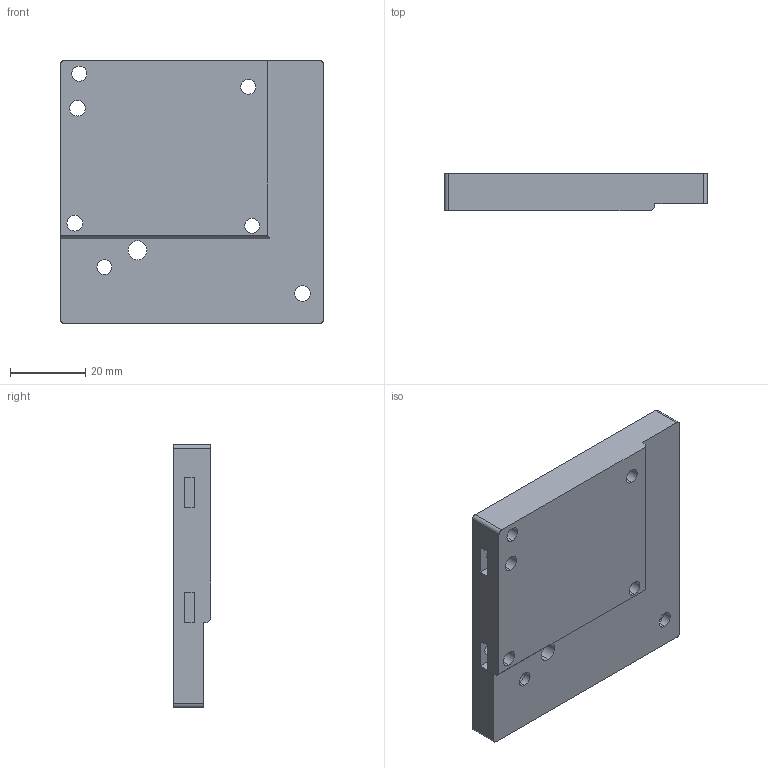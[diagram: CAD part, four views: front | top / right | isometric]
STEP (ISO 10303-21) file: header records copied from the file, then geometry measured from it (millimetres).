
FILE_DESCRIPTION (( 'STEP AP214' ), '1' );
FILE_NAME ('twotrees_sk1[1].STEP', '2024-08-07T12:30:12', ( '' ), ( '' ), 'SwSTEP 2.0', 'SolidWorks 2022', '' );
FILE_SCHEMA (( 'AUTOMOTIVE_DESIGN' ));
Length unit declared in the file: millimetre
Products named in the file (1): twotrees_sk1[1]
Bounding box: 70 x 10 x 70 mm (x, y, z)
Volume: 42631.1 mm3; surface area: 13639.2 mm2
Topology: 1 solids, 1 shells, 64 faces, 164 edges, 109 vertices
Faces by surface type: cylinder 34, plane 30
Entity records: 2046 total; most frequent: DIRECTION 362, CARTESIAN_POINT 338, ORIENTED_EDGE 328, EDGE_CURVE 164, AXIS2_PLACEMENT_3D 133, VERTEX_POINT 109, LINE 96, VECTOR 96
